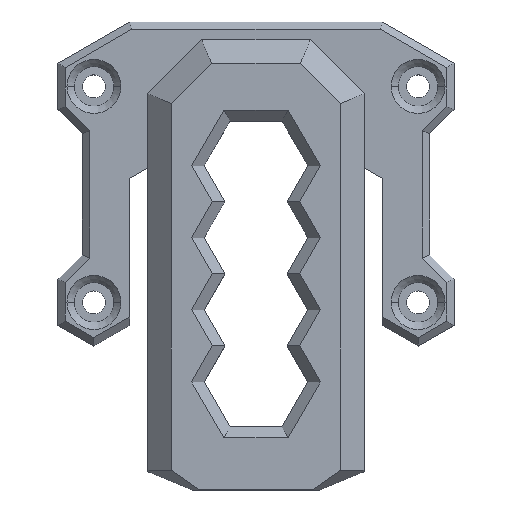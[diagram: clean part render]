
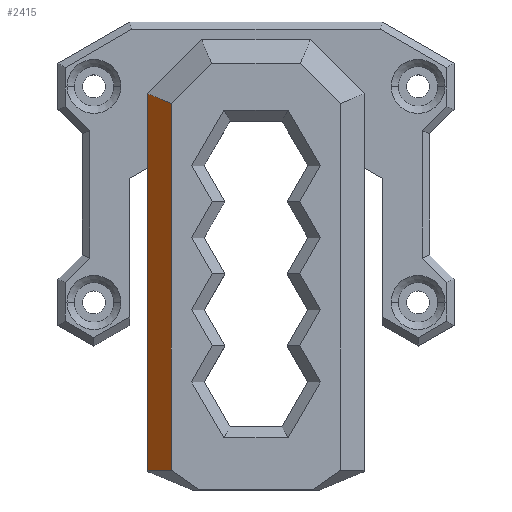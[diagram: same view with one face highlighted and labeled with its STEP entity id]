
A CAD part, top view. The second image highlights one B-rep face of the part: STEP entity #2415.
In plain terms, the highlighted planar face has unit normal (-0.707, 0, 0.707).
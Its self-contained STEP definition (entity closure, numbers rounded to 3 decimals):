
#53 = CARTESIAN_POINT ( 'NONE',  ( -8.635, -12.637, 12.115 ) ) ;
#173 = ORIENTED_EDGE ( 'NONE', *, *, #1224, .T. ) ;
#271 = EDGE_CURVE ( 'NONE', #2395, #3758, #1503, .T. ) ;
#273 = ORIENTED_EDGE ( 'NONE', *, *, #2615, .F. ) ;
#385 = VERTEX_POINT ( 'NONE', #1066 ) ;
#526 = LINE ( 'NONE', #1082, #1395 ) ;
#832 = CARTESIAN_POINT ( 'NONE',  ( -15., -62.25, 5.75 ) ) ;
#1028 = AXIS2_PLACEMENT_3D ( 'NONE', #1054, #3390, #1944 ) ;
#1054 = CARTESIAN_POINT ( 'NONE',  ( -11.75, 0., 9. ) ) ;
#1066 = CARTESIAN_POINT ( 'NONE',  ( -11.75, -62.25, 9. ) ) ;
#1082 = CARTESIAN_POINT ( 'NONE',  ( -15., -10., 5.75 ) ) ;
#1093 = DIRECTION ( 'NONE',  ( 0., -1., 0. ) ) ;
#1188 = VECTOR ( 'NONE', #1093, 1000. ) ;
#1224 = EDGE_CURVE ( 'NONE', #1303, #385, #1405, .T. ) ;
#1275 = EDGE_CURVE ( 'NONE', #3758, #385, #2328, .T. ) ;
#1303 = VERTEX_POINT ( 'NONE', #832 ) ;
#1395 = VECTOR ( 'NONE', #2027, 1000. ) ;
#1405 = LINE ( 'NONE', #2566, #3520 ) ;
#1503 = LINE ( 'NONE', #53, #3759 ) ;
#1592 = EDGE_LOOP ( 'NONE', ( #273, #173, #1772, #3424 ) ) ;
#1772 = ORIENTED_EDGE ( 'NONE', *, *, #1275, .F. ) ;
#1944 = DIRECTION ( 'NONE',  ( 0., -1., 0. ) ) ;
#2027 = DIRECTION ( 'NONE',  ( 0., 1., 0. ) ) ;
#2328 = LINE ( 'NONE', #2597, #1188 ) ;
#2395 = VERTEX_POINT ( 'NONE', #3646 ) ;
#2415 = ADVANCED_FACE ( 'NONE', ( #2807 ), #2548, .F. ) ;
#2548 = PLANE ( 'NONE',  #1028 ) ;
#2566 = CARTESIAN_POINT ( 'NONE',  ( -11.75, -62.25, 9. ) ) ;
#2597 = CARTESIAN_POINT ( 'NONE',  ( -11.75, 0., 9. ) ) ;
#2615 = EDGE_CURVE ( 'NONE', #1303, #2395, #526, .T. ) ;
#2707 = CARTESIAN_POINT ( 'NONE',  ( -11.75, -11.346, 9. ) ) ;
#2807 = FACE_OUTER_BOUND ( 'NONE', #1592, .T. ) ;
#2889 = DIRECTION ( 'NONE',  ( 0.707, 0., 0.707 ) ) ;
#3390 = DIRECTION ( 'NONE',  ( 0.707, 0., -0.707 ) ) ;
#3424 = ORIENTED_EDGE ( 'NONE', *, *, #271, .F. ) ;
#3520 = VECTOR ( 'NONE', #2889, 1000. ) ;
#3550 = DIRECTION ( 'NONE',  ( 0.679, -0.281, 0.679 ) ) ;
#3646 = CARTESIAN_POINT ( 'NONE',  ( -15., -10., 5.75 ) ) ;
#3758 = VERTEX_POINT ( 'NONE', #2707 ) ;
#3759 = VECTOR ( 'NONE', #3550, 1000. ) ;
